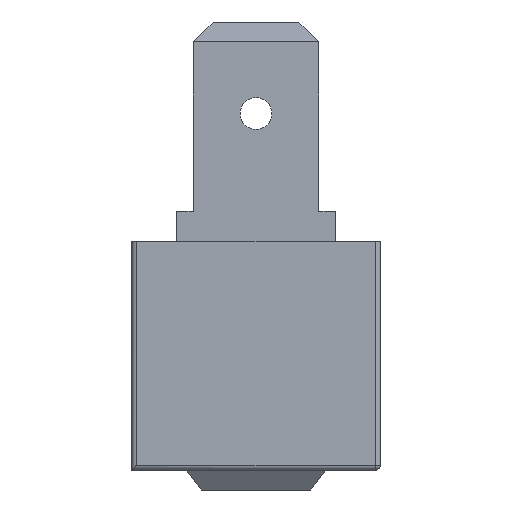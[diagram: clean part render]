
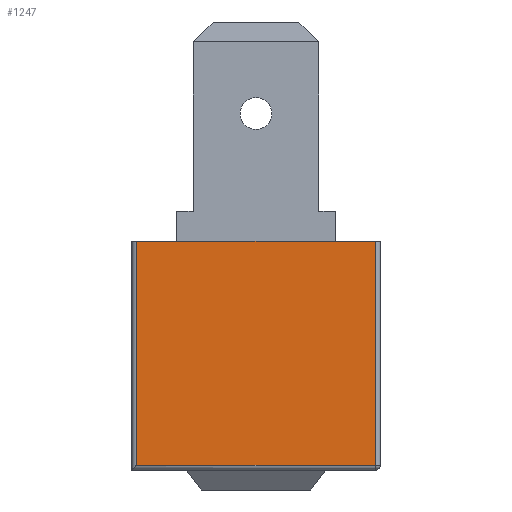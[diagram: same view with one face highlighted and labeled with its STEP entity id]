
A CAD part, left-side view. The second image highlights one B-rep face of the part: STEP entity #1247.
In plain terms, the highlighted planar face has unit normal (-1, 0, 0).
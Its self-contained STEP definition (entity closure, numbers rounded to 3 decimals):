
#42 = DIRECTION ( 'NONE',  ( 0., 0., -1. ) ) ;
#47 = CARTESIAN_POINT ( 'NONE',  ( -26.081, 15.574, 35.113 ) ) ;
#143 = CARTESIAN_POINT ( 'NONE',  ( -26.081, 15.574, 35.113 ) ) ;
#159 = CARTESIAN_POINT ( 'NONE',  ( -26.081, 27.574, 23.863 ) ) ;
#191 = VERTEX_POINT ( 'NONE', #47 ) ;
#390 = CARTESIAN_POINT ( 'NONE',  ( -26.081, 15.574, 23.863 ) ) ;
#427 = EDGE_CURVE ( 'NONE', #1403, #191, #696, .T. ) ;
#442 = ORIENTED_EDGE ( 'NONE', *, *, #1148, .F. ) ;
#600 = VECTOR ( 'NONE', #2330, 1000. ) ;
#696 = LINE ( 'NONE', #143, #1801 ) ;
#722 = VECTOR ( 'NONE', #2306, 1000. ) ;
#729 = CARTESIAN_POINT ( 'NONE',  ( -26.081, 27.574, 35.113 ) ) ;
#972 = EDGE_CURVE ( 'NONE', #1075, #1403, #2480, .T. ) ;
#1075 = VERTEX_POINT ( 'NONE', #159 ) ;
#1125 = DIRECTION ( 'NONE',  ( 1., 0., 0. ) ) ;
#1148 = EDGE_CURVE ( 'NONE', #1637, #191, #1918, .T. ) ;
#1211 = FACE_OUTER_BOUND ( 'NONE', #2757, .T. ) ;
#1217 = CARTESIAN_POINT ( 'NONE',  ( -26.081, 27.574, 35.113 ) ) ;
#1247 = ADVANCED_FACE ( 'NONE', ( #1211 ), #2447, .F. ) ;
#1334 = VECTOR ( 'NONE', #2696, 1000. ) ;
#1355 = CARTESIAN_POINT ( 'NONE',  ( -26.081, 15.324, 35.113 ) ) ;
#1403 = VERTEX_POINT ( 'NONE', #390 ) ;
#1435 = ORIENTED_EDGE ( 'NONE', *, *, #1503, .T. ) ;
#1503 = EDGE_CURVE ( 'NONE', #1637, #1075, #2358, .T. ) ;
#1629 = CARTESIAN_POINT ( 'NONE',  ( -26.081, 15.324, 23.863 ) ) ;
#1637 = VERTEX_POINT ( 'NONE', #729 ) ;
#1801 = VECTOR ( 'NONE', #1896, 1000. ) ;
#1815 = CARTESIAN_POINT ( 'NONE',  ( -26.081, 15.324, 35.113 ) ) ;
#1896 = DIRECTION ( 'NONE',  ( 0., 0., 1. ) ) ;
#1918 = LINE ( 'NONE', #1815, #1334 ) ;
#2306 = DIRECTION ( 'NONE',  ( 0., -1., 0. ) ) ;
#2330 = DIRECTION ( 'NONE',  ( 0., 0., -1. ) ) ;
#2358 = LINE ( 'NONE', #1217, #600 ) ;
#2447 = PLANE ( 'NONE',  #2564 ) ;
#2480 = LINE ( 'NONE', #1629, #722 ) ;
#2564 = AXIS2_PLACEMENT_3D ( 'NONE', #1355, #1125, #42 ) ;
#2586 = ORIENTED_EDGE ( 'NONE', *, *, #972, .T. ) ;
#2696 = DIRECTION ( 'NONE',  ( 0., -1., 0. ) ) ;
#2757 = EDGE_LOOP ( 'NONE', ( #442, #1435, #2586, #2771 ) ) ;
#2771 = ORIENTED_EDGE ( 'NONE', *, *, #427, .T. ) ;
